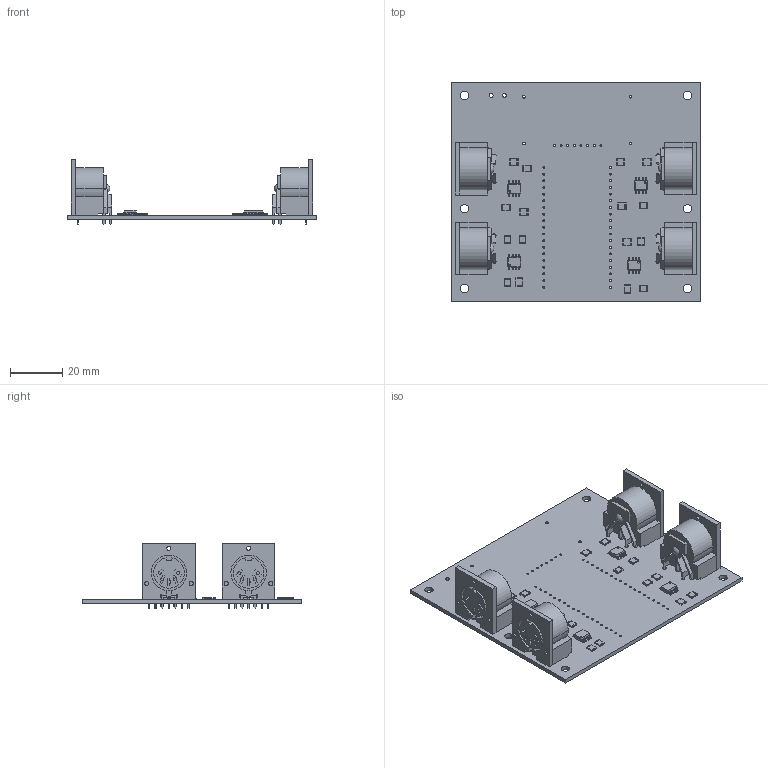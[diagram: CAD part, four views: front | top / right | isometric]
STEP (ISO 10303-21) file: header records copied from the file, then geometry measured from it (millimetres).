
FILE_DESCRIPTION(('KiCad electronic assembly'),'2;1');
FILE_NAME('new-joy-board.step','2018-08-25T22:36:22',('An Author'),( 'A Company'),'Open CASCADE STEP processor 6.9', 'KiCad to STEP converter','Unknown');
FILE_SCHEMA(('AUTOMOTIVE_DESIGN { 1 0 10303 214 1 1 1 1 }'));
Length unit declared in the file: millimetre
Products named in the file (8): Open CASCADE STEP translator 6.9 1; CUI_SDS-50J; COMPOUND; R_1210_3225Metric; SOLID; SOIC-8_3.9x4.9mm_P1.27mm
Assembly tree (28 placements, depth 3):
  Open CASCADE STEP translator 6.9 1
    CUI_SDS-50J  x4
      COMPOUND
    R_1210_3225Metric  x16
      SOLID
    SOIC-8_3.9x4.9mm_P1.27mm  x4
      SOLID
    COMPOUND
Bounding box: 95.25 x 83.82 x 24.6 mm (x, y, z)
Volume: 27533.3 mm3; surface area: 28901.2 mm2
Topology: 33 solids, 33 shells, 2000 faces, 10414 edges, 13436 vertices
Faces by surface type: plane 1322, cylinder 530, bspline 128, cone 16, sphere 4
Full cylindrical faces by diameter (mm): 0.6 x4, 0.762 x46, 1 x4, 1.3 x28, 1.52 x2, 2.4 x8, 3.2 x6
Entity records: 46926 total; most frequent: CARTESIAN_POINT 11413, DIRECTION 6552, LINE 4358, VECTOR 4358, ORIENTED_EDGE 2766, PCURVE 2766, DEFINITIONAL_REPRESENTATION 2766, EDGE_CURVE 1383
